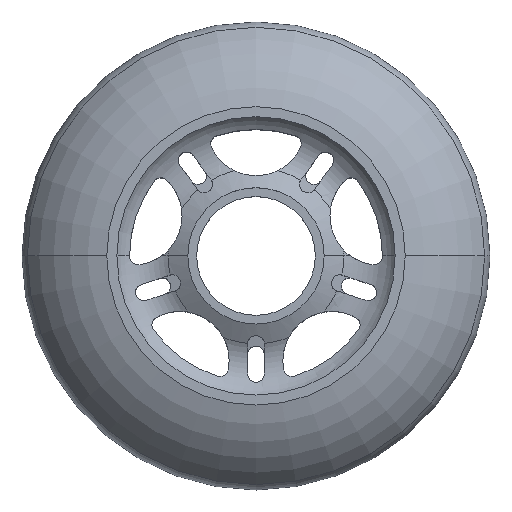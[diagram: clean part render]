
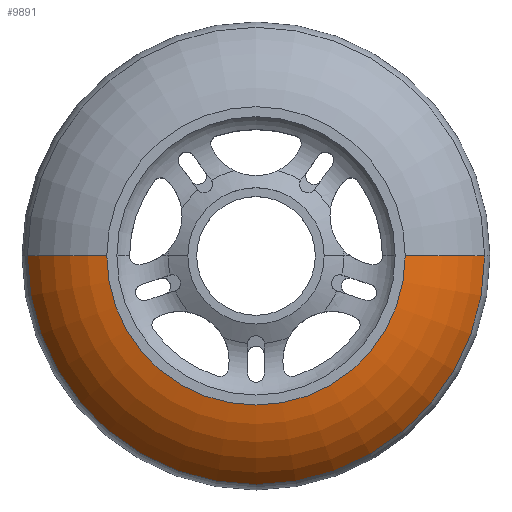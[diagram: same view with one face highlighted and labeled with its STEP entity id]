
A CAD part, top view. The second image highlights one B-rep face of the part: STEP entity #9891.
In plain terms, the highlighted toroidal (fillet/blend) face has major radius 20.382 mm and minor radius 19.496 mm.
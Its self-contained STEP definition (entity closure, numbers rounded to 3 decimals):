
#53 = AXIS2_PLACEMENT_3D ( 'NONE', #4961, #3965, #11711 ) ;
#85 = ORIENTED_EDGE ( 'NONE', *, *, #2546, .F. ) ;
#175 = CARTESIAN_POINT ( 'NONE',  ( -24.08, 0., 11.862 ) ) ;
#642 = VERTEX_POINT ( 'NONE', #10149 ) ;
#790 = VERTEX_POINT ( 'NONE', #10390 ) ;
#1908 = CARTESIAN_POINT ( 'NONE',  ( 20.382, 0., -7.28 ) ) ;
#2407 = CIRCLE ( 'NONE', #10797, 19.496 ) ;
#2546 = EDGE_CURVE ( 'NONE', #11481, #4408, #8087, .T. ) ;
#2645 = CARTESIAN_POINT ( 'NONE',  ( -20.382, 0., -7.28 ) ) ;
#3116 = CIRCLE ( 'NONE', #8136, 19.496 ) ;
#3441 = TOROIDAL_SURFACE ( 'NONE', #53, 20.382, 19.496 ) ;
#3623 = CARTESIAN_POINT ( 'NONE',  ( 0., 0., 11.862 ) ) ;
#3965 = DIRECTION ( 'NONE',  ( 0., 0., 1. ) ) ;
#4408 = VERTEX_POINT ( 'NONE', #4903 ) ;
#4900 = DIRECTION ( 'NONE',  ( 0., 0., -1. ) ) ;
#4903 = CARTESIAN_POINT ( 'NONE',  ( 24.08, 0., 11.862 ) ) ;
#4961 = CARTESIAN_POINT ( 'NONE',  ( 0., 0., -7.28 ) ) ;
#5164 = DIRECTION ( 'NONE',  ( 0., 0., 1. ) ) ;
#5223 = ORIENTED_EDGE ( 'NONE', *, *, #11816, .F. ) ;
#5625 = EDGE_CURVE ( 'NONE', #642, #4408, #2407, .T. ) ;
#5747 = ORIENTED_EDGE ( 'NONE', *, *, #5625, .T. ) ;
#5991 = AXIS2_PLACEMENT_3D ( 'NONE', #11946, #5164, #11991 ) ;
#6370 = EDGE_CURVE ( 'NONE', #790, #642, #7958, .T. ) ;
#6513 = DIRECTION ( 'NONE',  ( 0., 0., 1. ) ) ;
#6528 = DIRECTION ( 'NONE',  ( -1., 0., 0. ) ) ;
#6692 = DIRECTION ( 'NONE',  ( 0., -1., 0. ) ) ;
#7476 = DIRECTION ( 'NONE',  ( 1., 0., 0. ) ) ;
#7958 = CIRCLE ( 'NONE', #5991, 36.895 ) ;
#8087 = CIRCLE ( 'NONE', #8334, 24.08 ) ;
#8136 = AXIS2_PLACEMENT_3D ( 'NONE', #2645, #9378, #6528 ) ;
#8334 = AXIS2_PLACEMENT_3D ( 'NONE', #3623, #6513, #7476 ) ;
#8859 = FACE_OUTER_BOUND ( 'NONE', #11928, .T. ) ;
#9378 = DIRECTION ( 'NONE',  ( 0., 1., 0. ) ) ;
#9891 = ADVANCED_FACE ( 'NONE', ( #8859 ), #3441, .T. ) ;
#10149 = CARTESIAN_POINT ( 'NONE',  ( 36.895, 0., 3.082 ) ) ;
#10390 = CARTESIAN_POINT ( 'NONE',  ( -36.895, 0., 3.082 ) ) ;
#10594 = ORIENTED_EDGE ( 'NONE', *, *, #6370, .T. ) ;
#10797 = AXIS2_PLACEMENT_3D ( 'NONE', #1908, #6692, #4900 ) ;
#11481 = VERTEX_POINT ( 'NONE', #175 ) ;
#11711 = DIRECTION ( 'NONE',  ( 1., 0., 0. ) ) ;
#11816 = EDGE_CURVE ( 'NONE', #790, #11481, #3116, .T. ) ;
#11928 = EDGE_LOOP ( 'NONE', ( #5223, #10594, #5747, #85 ) ) ;
#11946 = CARTESIAN_POINT ( 'NONE',  ( 0., 0., 3.082 ) ) ;
#11991 = DIRECTION ( 'NONE',  ( 1., 0., 0. ) ) ;
